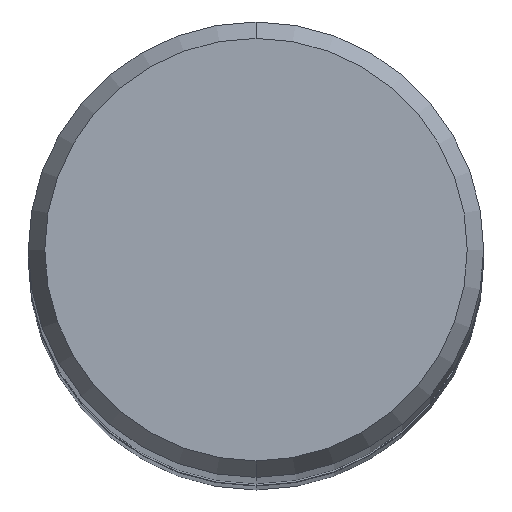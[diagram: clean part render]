
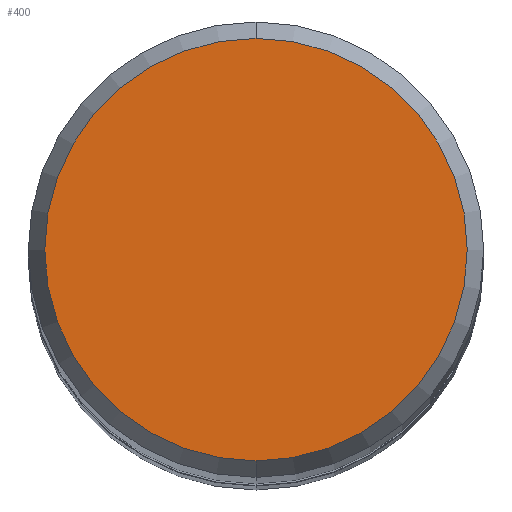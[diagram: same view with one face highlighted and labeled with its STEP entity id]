
A CAD part, top view. The second image highlights one B-rep face of the part: STEP entity #400.
In plain terms, the highlighted planar face has unit normal (0, 0, 1).
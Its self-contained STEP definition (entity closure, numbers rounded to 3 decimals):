
#194=EDGE_CURVE('',#216,#414,#524,.T.);
#216=VERTEX_POINT('',#548);
#356=EDGE_CURVE('',#414,#216,#702,.T.);
#400=ADVANCED_FACE('',(#751),#752,.T.);
#414=VERTEX_POINT('',#769);
#524=CIRCLE('',#884,2.946);
#548=CARTESIAN_POINT('',(0.,-2.946,0.));
#702=CIRCLE('',#1221,2.946);
#751=FACE_OUTER_BOUND('',#1378,.T.);
#752=PLANE('',#1379);
#769=CARTESIAN_POINT('',(0.0,2.946,0.));
#884=AXIS2_PLACEMENT_3D('',#1546,#1547,#1548);
#1221=AXIS2_PLACEMENT_3D('',#1724,#1725,#1726);
#1378=EDGE_LOOP('',(#1782,#1783));
#1379=AXIS2_PLACEMENT_3D('',#1784,#1785,#1786);
#1546=CARTESIAN_POINT('',(0.0,0.0,0.));
#1547=DIRECTION('',(0.0,0.0,-1.0));
#1548=DIRECTION('',(0.0,1.0,0.0));
#1724=CARTESIAN_POINT('',(0.0,0.0,0.));
#1725=DIRECTION('',(0.0,0.0,-1.0));
#1726=DIRECTION('',(0.0,1.0,0.0));
#1782=ORIENTED_EDGE('',*,*,#356,.F.);
#1783=ORIENTED_EDGE('',*,*,#194,.F.);
#1784=CARTESIAN_POINT('',(0.0,1.473,0.));
#1785=DIRECTION('',(-0.0,0.0,1.0));
#1786=DIRECTION('',(0.0,-1.0,0.0));
